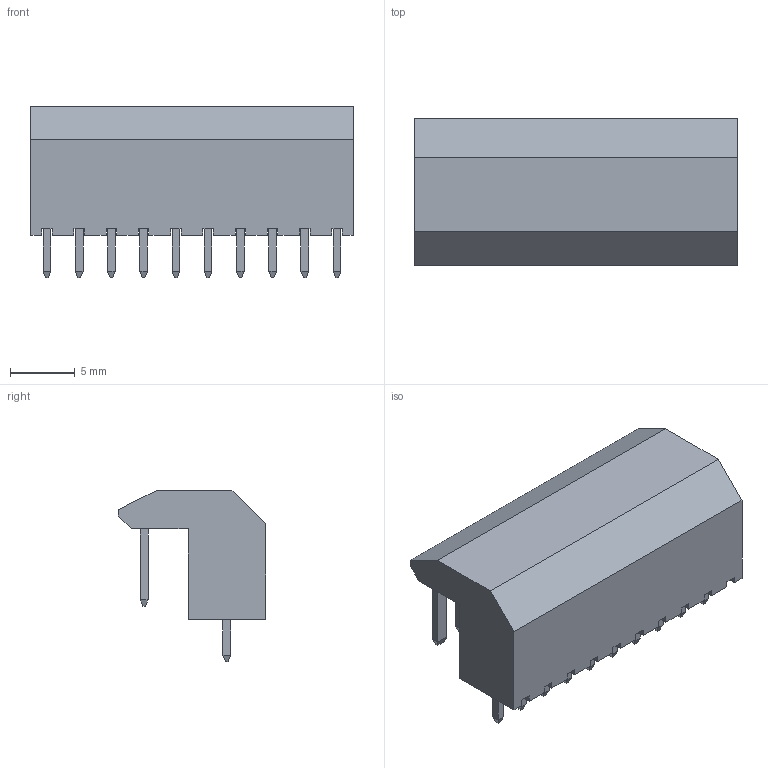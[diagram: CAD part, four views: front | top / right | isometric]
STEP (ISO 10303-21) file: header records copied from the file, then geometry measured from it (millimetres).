
FILE_DESCRIPTION(('FreeCAD Model'),'2;1');
FILE_NAME('Open CASCADE Shape Model','2021-07-29T09:43:44',( 'kicad StepUp'),('ksu MCAD'),'Open CASCADE STEP processor 7.4', 'FreeCAD','Unknown');
FILE_SCHEMA(('AUTOMOTIVE_DESIGN { 1 0 10303 214 1 1 1 1 }'));
Length unit declared in the file: millimetre
Products named in the file (1): JST_NH_BE10P-SHF-1AA_1x10_P2.50mm_Vertical.copy
Bounding box: 25 x 11.4 x 13.3 mm (x, y, z)
Volume: 1775.2 mm3; surface area: 1468.7 mm2
Topology: 21 solids, 21 shells, 251 faces, 547 edges, 338 vertices
Faces by surface type: plane 171, bspline 80
Entity records: 15073 total; most frequent: CARTESIAN_POINT 3031, DIRECTION 1425, ORIENTED_EDGE 1094, PCURVE 1094, DEFINITIONAL_REPRESENTATION 1094, LINE 1081, VECTOR 1081, B_SPLINE_CURVE_WITH_KNOTS 560
